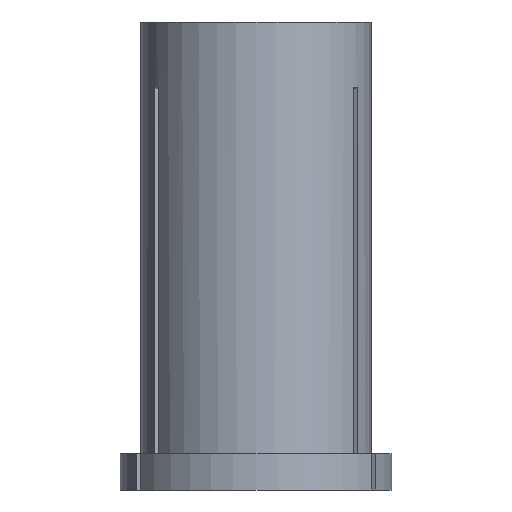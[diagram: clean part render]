
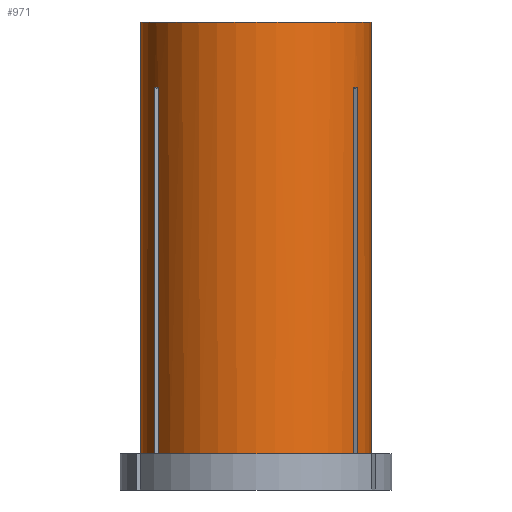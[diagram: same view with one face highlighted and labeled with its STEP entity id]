
A CAD part, front view. The second image highlights one B-rep face of the part: STEP entity #971.
In plain terms, the highlighted cylindrical face has radius 15.875 mm (diameter 31.75 mm), a partial arc.
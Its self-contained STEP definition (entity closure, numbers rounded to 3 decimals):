
#7 = CARTESIAN_POINT ( 'NONE',  ( 13.991, -7.501, 0. ) ) ;
#10 = EDGE_CURVE ( 'NONE', #158, #514, #199, .T. ) ;
#19 = VECTOR ( 'NONE', #314, 1000. ) ;
#50 = ORIENTED_EDGE ( 'NONE', *, *, #579, .T. ) ;
#54 = VERTEX_POINT ( 'NONE', #76 ) ;
#68 = CARTESIAN_POINT ( 'NONE',  ( -15.875, 0., 0. ) ) ;
#71 = ORIENTED_EDGE ( 'NONE', *, *, #10, .F. ) ;
#76 = CARTESIAN_POINT ( 'NONE',  ( -13.491, -8.367, -9.003 ) ) ;
#78 = DIRECTION ( 'NONE',  ( 0., 0., 1. ) ) ;
#85 = DIRECTION ( 'NONE',  ( 0., 0., 1. ) ) ;
#101 = ORIENTED_EDGE ( 'NONE', *, *, #421, .T. ) ;
#110 = LINE ( 'NONE', #7, #739 ) ;
#115 = CARTESIAN_POINT ( 'NONE',  ( 15.875, 0., 0. ) ) ;
#127 = CARTESIAN_POINT ( 'NONE',  ( 13.991, -7.501, -59.6 ) ) ;
#139 = CARTESIAN_POINT ( 'NONE',  ( -13.991, -7.501, -9.003 ) ) ;
#144 = EDGE_CURVE ( 'NONE', #495, #369, #576, .T. ) ;
#156 = CARTESIAN_POINT ( 'NONE',  ( 13.991, -7.501, -9.003 ) ) ;
#158 = VERTEX_POINT ( 'NONE', #985 ) ;
#162 = AXIS2_PLACEMENT_3D ( 'NONE', #482, #217, #552 ) ;
#163 = VERTEX_POINT ( 'NONE', #809 ) ;
#167 = CARTESIAN_POINT ( 'NONE',  ( 15.875, 0., -59.6 ) ) ;
#186 = ORIENTED_EDGE ( 'NONE', *, *, #681, .T. ) ;
#187 = ORIENTED_EDGE ( 'NONE', *, *, #288, .T. ) ;
#197 = CIRCLE ( 'NONE', #672, 15.875 ) ;
#199 = LINE ( 'NONE', #1036, #642 ) ;
#204 = ORIENTED_EDGE ( 'NONE', *, *, #702, .F. ) ;
#217 = DIRECTION ( 'NONE',  ( 0., 0., 1. ) ) ;
#228 = CARTESIAN_POINT ( 'NONE',  ( -13.491, -8.367, -59.6 ) ) ;
#233 = ORIENTED_EDGE ( 'NONE', *, *, #721, .F. ) ;
#236 = LINE ( 'NONE', #707, #417 ) ;
#241 = DIRECTION ( 'NONE',  ( 1., 0., 0. ) ) ;
#265 = VECTOR ( 'NONE', #549, 1000. ) ;
#266 = EDGE_CURVE ( 'NONE', #1055, #54, #419, .T. ) ;
#288 = EDGE_CURVE ( 'NONE', #900, #593, #804, .T. ) ;
#297 = ORIENTED_EDGE ( 'NONE', *, *, #144, .T. ) ;
#314 = DIRECTION ( 'NONE',  ( 0., 0., 1. ) ) ;
#326 = AXIS2_PLACEMENT_3D ( 'NONE', #520, #951, #759 ) ;
#346 = CARTESIAN_POINT ( 'NONE',  ( 13.491, -8.367, -9.003 ) ) ;
#369 = VERTEX_POINT ( 'NONE', #920 ) ;
#412 = ORIENTED_EDGE ( 'NONE', *, *, #266, .F. ) ;
#417 = VECTOR ( 'NONE', #1058, 1000. ) ;
#419 = LINE ( 'NONE', #480, #815 ) ;
#421 = EDGE_CURVE ( 'NONE', #593, #942, #662, .T. ) ;
#480 = CARTESIAN_POINT ( 'NONE',  ( -13.491, -8.367, 0. ) ) ;
#482 = CARTESIAN_POINT ( 'NONE',  ( 0., 0., -59.6 ) ) ;
#484 = ORIENTED_EDGE ( 'NONE', *, *, #720, .T. ) ;
#486 = CYLINDRICAL_SURFACE ( 'NONE', #1052, 15.875 ) ;
#495 = VERTEX_POINT ( 'NONE', #167 ) ;
#511 = CARTESIAN_POINT ( 'NONE',  ( -13.991, -7.501, -59.6 ) ) ;
#514 = VERTEX_POINT ( 'NONE', #68 ) ;
#519 = DIRECTION ( 'NONE',  ( 0., 0., 1. ) ) ;
#520 = CARTESIAN_POINT ( 'NONE',  ( 0., 0., -59.6 ) ) ;
#541 = VERTEX_POINT ( 'NONE', #511 ) ;
#549 = DIRECTION ( 'NONE',  ( 0., 0., 1. ) ) ;
#552 = DIRECTION ( 'NONE',  ( 1., 0., 0. ) ) ;
#558 = DIRECTION ( 'NONE',  ( 0., 0., 1. ) ) ;
#564 = CARTESIAN_POINT ( 'NONE',  ( 13.491, -8.367, -59.6 ) ) ;
#567 = CARTESIAN_POINT ( 'NONE',  ( 13.491, -8.367, 0. ) ) ;
#571 = DIRECTION ( 'NONE',  ( 0., 0., 1. ) ) ;
#576 = LINE ( 'NONE', #115, #265 ) ;
#579 = EDGE_CURVE ( 'NONE', #158, #541, #865, .T. ) ;
#593 = VERTEX_POINT ( 'NONE', #599 ) ;
#599 = CARTESIAN_POINT ( 'NONE',  ( 13.491, -8.367, -9.003 ) ) ;
#603 = AXIS2_PLACEMENT_3D ( 'NONE', #746, #78, #241 ) ;
#615 = DIRECTION ( 'NONE',  ( 1., 0., 0. ) ) ;
#631 = EDGE_LOOP ( 'NONE', ( #71, #50, #484, #906, #412, #186, #187, #101, #204, #747, #297, #233 ) ) ;
#642 = VECTOR ( 'NONE', #519, 1000. ) ;
#662 = B_SPLINE_CURVE_WITH_KNOTS ( 'NONE', 3,
 ( #346, #1039, #696, #156 ),
 .UNSPECIFIED., .F., .F.,
 ( 4, 4 ),
 ( 0., 0.001 ),
 .UNSPECIFIED. ) ;
#668 = CARTESIAN_POINT ( 'NONE',  ( -13.834, -7.794, -8.999 ) ) ;
#672 = AXIS2_PLACEMENT_3D ( 'NONE', #875, #85, #615 ) ;
#681 = EDGE_CURVE ( 'NONE', #1055, #900, #197, .T. ) ;
#696 = CARTESIAN_POINT ( 'NONE',  ( 13.834, -7.794, -8.999 ) ) ;
#700 = DIRECTION ( 'NONE',  ( 0., 0., 1. ) ) ;
#702 = EDGE_CURVE ( 'NONE', #813, #942, #110, .T. ) ;
#707 = CARTESIAN_POINT ( 'NONE',  ( -13.991, -7.501, 0. ) ) ;
#720 = EDGE_CURVE ( 'NONE', #541, #163, #236, .T. ) ;
#721 = EDGE_CURVE ( 'NONE', #514, #369, #1050, .T. ) ;
#739 = VECTOR ( 'NONE', #700, 1000. ) ;
#746 = CARTESIAN_POINT ( 'NONE',  ( 0., 0., 0. ) ) ;
#747 = ORIENTED_EDGE ( 'NONE', *, *, #889, .T. ) ;
#759 = DIRECTION ( 'NONE',  ( 1., 0., 0. ) ) ;
#794 = FACE_OUTER_BOUND ( 'NONE', #631, .T. ) ;
#804 = LINE ( 'NONE', #567, #19 ) ;
#809 = CARTESIAN_POINT ( 'NONE',  ( -13.991, -7.501, -9.003 ) ) ;
#813 = VERTEX_POINT ( 'NONE', #127 ) ;
#815 = VECTOR ( 'NONE', #558, 1000. ) ;
#828 = CARTESIAN_POINT ( 'NONE',  ( 0., 0., 0. ) ) ;
#845 = CARTESIAN_POINT ( 'NONE',  ( -13.667, -8.083, -8.999 ) ) ;
#865 = CIRCLE ( 'NONE', #326, 15.875 ) ;
#875 = CARTESIAN_POINT ( 'NONE',  ( 0., 0., -59.6 ) ) ;
#889 = EDGE_CURVE ( 'NONE', #813, #495, #899, .T. ) ;
#899 = CIRCLE ( 'NONE', #162, 15.875 ) ;
#900 = VERTEX_POINT ( 'NONE', #564 ) ;
#906 = ORIENTED_EDGE ( 'NONE', *, *, #1057, .T. ) ;
#920 = CARTESIAN_POINT ( 'NONE',  ( 15.875, 0., 0. ) ) ;
#942 = VERTEX_POINT ( 'NONE', #1090 ) ;
#951 = DIRECTION ( 'NONE',  ( 0., 0., 1. ) ) ;
#971 = ADVANCED_FACE ( 'NONE', ( #794 ), #486, .T. ) ;
#985 = CARTESIAN_POINT ( 'NONE',  ( -15.875, 0., -59.6 ) ) ;
#1006 = CARTESIAN_POINT ( 'NONE',  ( -13.491, -8.367, -9.003 ) ) ;
#1036 = CARTESIAN_POINT ( 'NONE',  ( -15.875, 0., 0. ) ) ;
#1039 = CARTESIAN_POINT ( 'NONE',  ( 13.667, -8.083, -8.999 ) ) ;
#1050 = CIRCLE ( 'NONE', #603, 15.875 ) ;
#1052 = AXIS2_PLACEMENT_3D ( 'NONE', #828, #571, #1099 ) ;
#1055 = VERTEX_POINT ( 'NONE', #228 ) ;
#1057 = EDGE_CURVE ( 'NONE', #163, #54, #1116, .T. ) ;
#1058 = DIRECTION ( 'NONE',  ( 0., 0., 1. ) ) ;
#1090 = CARTESIAN_POINT ( 'NONE',  ( 13.991, -7.501, -9.003 ) ) ;
#1099 = DIRECTION ( 'NONE',  ( 1., 0., 0. ) ) ;
#1116 = B_SPLINE_CURVE_WITH_KNOTS ( 'NONE', 3,
 ( #139, #668, #845, #1006 ),
 .UNSPECIFIED., .F., .F.,
 ( 4, 4 ),
 ( 0., 0.001 ),
 .UNSPECIFIED. ) ;
